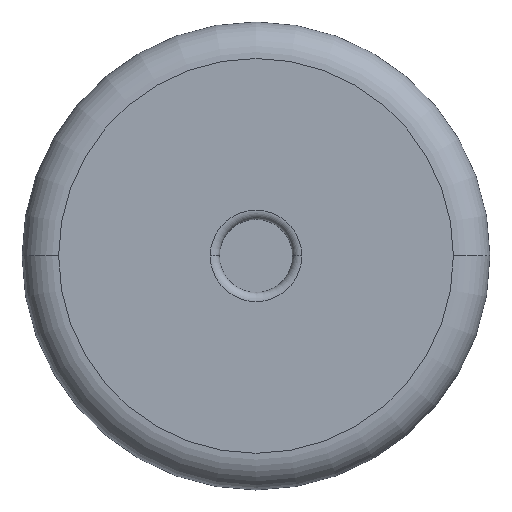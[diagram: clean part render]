
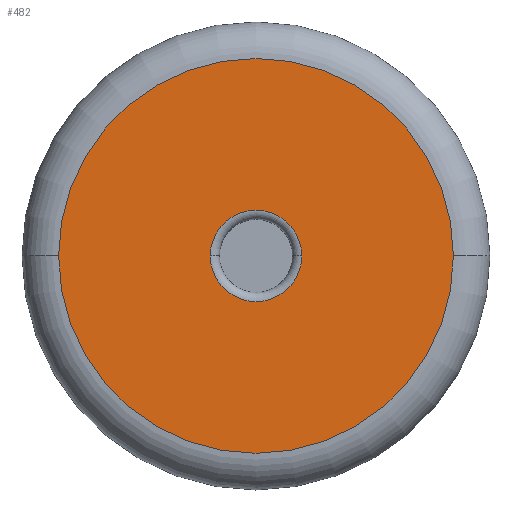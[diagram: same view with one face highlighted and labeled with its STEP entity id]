
A CAD part, top view. The second image highlights one B-rep face of the part: STEP entity #482.
In plain terms, the highlighted planar face has unit normal (0, 0, 1).
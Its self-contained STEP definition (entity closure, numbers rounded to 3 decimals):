
#135=CARTESIAN_POINT('',(45.,-29.,199.));
#136=DIRECTION('',(0.,0.,1.));
#137=DIRECTION('',(1.,0.,0.));
#138=AXIS2_PLACEMENT_3D('',#135,#136,#137);
#140=CARTESIAN_POINT('',(45.,-29.,199.));
#141=DIRECTION('',(0.,0.,1.));
#142=DIRECTION('',(-1.,0.,0.));
#143=AXIS2_PLACEMENT_3D('',#140,#141,#142);
#145=CARTESIAN_POINT('',(45.,-29.,199.));
#146=DIRECTION('',(0.,0.,-1.));
#147=DIRECTION('',(1.,0.,0.));
#148=AXIS2_PLACEMENT_3D('',#145,#146,#147);
#150=CARTESIAN_POINT('',(45.,-29.,199.));
#151=DIRECTION('',(0.,0.,-1.));
#152=DIRECTION('',(-1.,0.,0.));
#153=AXIS2_PLACEMENT_3D('',#150,#151,#152);
#223=CARTESIAN_POINT('',(99.,-29.,199.));
#224=CARTESIAN_POINT('',(-9.,-29.,199.));
#225=VERTEX_POINT('',#223);
#226=VERTEX_POINT('',#224);
#251=CARTESIAN_POINT('',(57.5,-29.,199.));
#252=CARTESIAN_POINT('',(32.5,-29.,199.));
#253=VERTEX_POINT('',#251);
#254=VERTEX_POINT('',#252);
#466=CARTESIAN_POINT('',(0.,0.,199.));
#467=DIRECTION('',(0.,0.,1.));
#468=DIRECTION('',(1.,0.,0.));
#469=AXIS2_PLACEMENT_3D('',#466,#467,#468);
#470=PLANE('',#469);
#472=ORIENTED_EDGE('',*,*,#471,.F.);
#474=ORIENTED_EDGE('',*,*,#473,.F.);
#475=EDGE_LOOP('',(#472,#474));
#476=FACE_OUTER_BOUND('',#475,.F.);
#477=ORIENTED_EDGE('',*,*,#456,.F.);
#479=ORIENTED_EDGE('',*,*,#478,.F.);
#480=EDGE_LOOP('',(#477,#479));
#481=FACE_BOUND('',#480,.F.);
#482=ADVANCED_FACE('',(#476,#481),#470,.T.);
#139=CIRCLE('',#138,54.);
#144=CIRCLE('',#143,54.);
#149=CIRCLE('',#148,12.5);
#154=CIRCLE('',#153,12.5);
#456=EDGE_CURVE('',#253,#254,#149,.T.);
#471=EDGE_CURVE('',#225,#226,#139,.T.);
#473=EDGE_CURVE('',#226,#225,#144,.T.);
#478=EDGE_CURVE('',#254,#253,#154,.T.);
